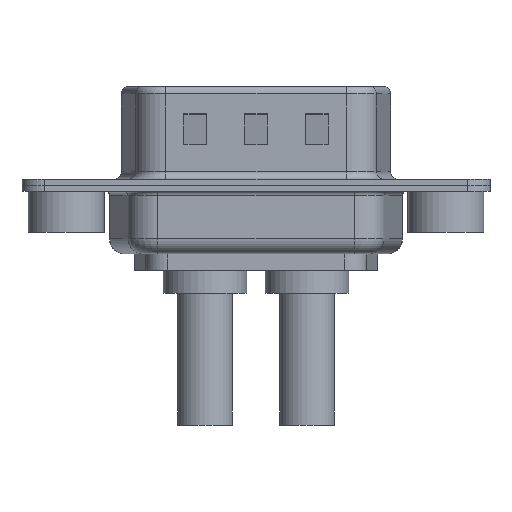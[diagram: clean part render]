
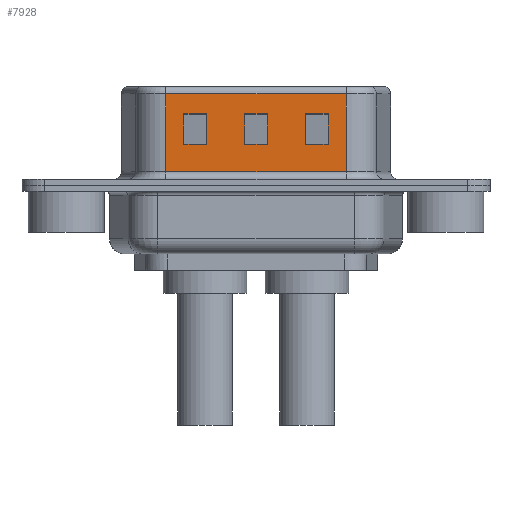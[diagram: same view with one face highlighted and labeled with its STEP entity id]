
A CAD part, front view. The second image highlights one B-rep face of the part: STEP entity #7928.
In plain terms, the highlighted planar face has unit normal (0, -1, 0).
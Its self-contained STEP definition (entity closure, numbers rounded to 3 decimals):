
#120 = FACE_OUTER_BOUND ( 'NONE', #13016, .T. ) ;
#339 = ORIENTED_EDGE ( 'NONE', *, *, #3044, .T. ) ;
#469 = CARTESIAN_POINT ( 'NONE',  ( 9.25, -4.58, 2.705 ) ) ;
#480 = FACE_BOUND ( 'NONE', #11009, .T. ) ;
#682 = CARTESIAN_POINT ( 'NONE',  ( 7.75, -4.58, 6.52 ) ) ;
#705 = CARTESIAN_POINT ( 'NONE',  ( 11.75, -4.58, 6.52 ) ) ;
#718 = DIRECTION ( 'NONE',  ( 0., 0., 1. ) ) ;
#875 = ORIENTED_EDGE ( 'NONE', *, *, #13804, .T. ) ;
#882 = CARTESIAN_POINT ( 'NONE',  ( 18.45, -4.58, 0.9 ) ) ;
#973 = VERTEX_POINT ( 'NONE', #5186 ) ;
#1009 = EDGE_CURVE ( 'NONE', #11717, #6723, #9582, .T. ) ;
#1138 = VECTOR ( 'NONE', #6198, 1000. ) ;
#1164 = VECTOR ( 'NONE', #10731, 1000. ) ;
#1350 = DIRECTION ( 'NONE',  ( 0., 0., -1. ) ) ;
#1410 = EDGE_CURVE ( 'NONE', #11717, #11519, #7656, .T. ) ;
#1442 = ORIENTED_EDGE ( 'NONE', *, *, #12413, .T. ) ;
#1481 = ORIENTED_EDGE ( 'NONE', *, *, #3131, .T. ) ;
#1486 = DIRECTION ( 'NONE',  ( 0., 1., 0. ) ) ;
#1595 = PLANE ( 'NONE',  #11983 ) ;
#1904 = DIRECTION ( 'NONE',  ( 1., 0., 0. ) ) ;
#1970 = DIRECTION ( 'NONE',  ( 0., 0., -1. ) ) ;
#2006 = VECTOR ( 'NONE', #718, 1000. ) ;
#2143 = ORIENTED_EDGE ( 'NONE', *, *, #1009, .F. ) ;
#2245 = CARTESIAN_POINT ( 'NONE',  ( 15.75, -4.58, 6.52 ) ) ;
#2477 = VECTOR ( 'NONE', #10246, 1000. ) ;
#2801 = VERTEX_POINT ( 'NONE', #11577 ) ;
#2815 = ORIENTED_EDGE ( 'NONE', *, *, #12794, .T. ) ;
#2843 = EDGE_LOOP ( 'NONE', ( #9636, #1481, #339, #13086 ) ) ;
#2845 = CARTESIAN_POINT ( 'NONE',  ( 7.75, -4.58, 4.705 ) ) ;
#3044 = EDGE_CURVE ( 'NONE', #5156, #13868, #6727, .T. ) ;
#3131 = EDGE_CURVE ( 'NONE', #11690, #5156, #11298, .T. ) ;
#3168 = VERTEX_POINT ( 'NONE', #5412 ) ;
#3188 = LINE ( 'NONE', #8774, #11411 ) ;
#3310 = EDGE_CURVE ( 'NONE', #12612, #6723, #4291, .T. ) ;
#3326 = DIRECTION ( 'NONE',  ( 1., 0., 0. ) ) ;
#3346 = DIRECTION ( 'NONE',  ( -1., 0., 0. ) ) ;
#3361 = VECTOR ( 'NONE', #1970, 1000. ) ;
#4189 = CARTESIAN_POINT ( 'NONE',  ( 9.25, -4.58, 6.52 ) ) ;
#4291 = LINE ( 'NONE', #882, #9524 ) ;
#4442 = VECTOR ( 'NONE', #11999, 1000. ) ;
#4491 = LINE ( 'NONE', #5660, #13101 ) ;
#4741 = EDGE_CURVE ( 'NONE', #9895, #11690, #13809, .T. ) ;
#4831 = CARTESIAN_POINT ( 'NONE',  ( 9.25, -4.58, 4.705 ) ) ;
#5156 = VERTEX_POINT ( 'NONE', #14344 ) ;
#5186 = CARTESIAN_POINT ( 'NONE',  ( 13.25, -4.58, 4.705 ) ) ;
#5400 = CARTESIAN_POINT ( 'NONE',  ( 15.75, -4.58, 2.705 ) ) ;
#5412 = CARTESIAN_POINT ( 'NONE',  ( 11.75, -4.58, 2.705 ) ) ;
#5442 = ORIENTED_EDGE ( 'NONE', *, *, #13689, .T. ) ;
#5453 = CARTESIAN_POINT ( 'NONE',  ( 14.45, -4.58, 2.705 ) ) ;
#5498 = CARTESIAN_POINT ( 'NONE',  ( 18.45, -4.58, 4.705 ) ) ;
#5568 = EDGE_LOOP ( 'NONE', ( #9309, #2815, #1442, #10599 ) ) ;
#5584 = VECTOR ( 'NONE', #9233, 1000. ) ;
#5660 = CARTESIAN_POINT ( 'NONE',  ( 14.45, -4.58, 4.705 ) ) ;
#5704 = VECTOR ( 'NONE', #10724, 1000. ) ;
#5870 = CARTESIAN_POINT ( 'NONE',  ( 18.45, -4.58, 6.02 ) ) ;
#6029 = VERTEX_POINT ( 'NONE', #6374 ) ;
#6098 = FACE_BOUND ( 'NONE', #2843, .T. ) ;
#6119 = EDGE_CURVE ( 'NONE', #11519, #12612, #8418, .T. ) ;
#6198 = DIRECTION ( 'NONE',  ( 0., 0., 1. ) ) ;
#6330 = DIRECTION ( 'NONE',  ( 1., 0., 0. ) ) ;
#6374 = CARTESIAN_POINT ( 'NONE',  ( 11.75, -4.58, 4.705 ) ) ;
#6612 = ORIENTED_EDGE ( 'NONE', *, *, #6119, .T. ) ;
#6723 = VERTEX_POINT ( 'NONE', #7809 ) ;
#6727 = LINE ( 'NONE', #682, #1138 ) ;
#6823 = LINE ( 'NONE', #2245, #9464 ) ;
#6939 = CARTESIAN_POINT ( 'NONE',  ( 13.25, -4.58, 6.52 ) ) ;
#7177 = ORIENTED_EDGE ( 'NONE', *, *, #1410, .T. ) ;
#7281 = ORIENTED_EDGE ( 'NONE', *, *, #14112, .T. ) ;
#7303 = CARTESIAN_POINT ( 'NONE',  ( 18.45, -4.58, 2.705 ) ) ;
#7573 = VECTOR ( 'NONE', #3346, 1000. ) ;
#7624 = CARTESIAN_POINT ( 'NONE',  ( 22.45, -4.58, 2.705 ) ) ;
#7656 = LINE ( 'NONE', #5870, #8344 ) ;
#7748 = DIRECTION ( 'NONE',  ( 0., 0., 1. ) ) ;
#7809 = CARTESIAN_POINT ( 'NONE',  ( 18.45, -4.58, 0.9 ) ) ;
#7845 = DIRECTION ( 'NONE',  ( -1., 0., 0. ) ) ;
#7928 = ADVANCED_FACE ( 'NONE', ( #6098, #480, #9061, #120 ), #1595, .F. ) ;
#7959 = CARTESIAN_POINT ( 'NONE',  ( 18.45, -4.58, 6.52 ) ) ;
#8020 = ORIENTED_EDGE ( 'NONE', *, *, #13176, .T. ) ;
#8344 = VECTOR ( 'NONE', #7845, 1000. ) ;
#8418 = LINE ( 'NONE', #13442, #11075 ) ;
#8419 = CARTESIAN_POINT ( 'NONE',  ( 17.25, -4.58, 6.52 ) ) ;
#8726 = CARTESIAN_POINT ( 'NONE',  ( 6.55, -4.58, 0.9 ) ) ;
#8741 = LINE ( 'NONE', #7624, #2477 ) ;
#8774 = CARTESIAN_POINT ( 'NONE',  ( 22.45, -4.58, 4.705 ) ) ;
#9033 = VERTEX_POINT ( 'NONE', #5400 ) ;
#9061 = FACE_BOUND ( 'NONE', #5568, .T. ) ;
#9216 = CARTESIAN_POINT ( 'NONE',  ( 17.25, -4.58, 4.705 ) ) ;
#9233 = DIRECTION ( 'NONE',  ( 0., 0., -1. ) ) ;
#9309 = ORIENTED_EDGE ( 'NONE', *, *, #12882, .T. ) ;
#9464 = VECTOR ( 'NONE', #7748, 1000. ) ;
#9524 = VECTOR ( 'NONE', #3326, 1000. ) ;
#9582 = LINE ( 'NONE', #7959, #5584 ) ;
#9636 = ORIENTED_EDGE ( 'NONE', *, *, #4741, .T. ) ;
#9680 = DIRECTION ( 'NONE',  ( 0., 0., 1. ) ) ;
#9740 = LINE ( 'NONE', #8419, #1164 ) ;
#9895 = VERTEX_POINT ( 'NONE', #4831 ) ;
#10204 = CARTESIAN_POINT ( 'NONE',  ( 18.45, -4.58, 6.02 ) ) ;
#10246 = DIRECTION ( 'NONE',  ( -1., 0., 0. ) ) ;
#10599 = ORIENTED_EDGE ( 'NONE', *, *, #12394, .T. ) ;
#10689 = CARTESIAN_POINT ( 'NONE',  ( 6.55, -4.58, 6.02 ) ) ;
#10708 = DIRECTION ( 'NONE',  ( 1., 0., 0. ) ) ;
#10724 = DIRECTION ( 'NONE',  ( -1., 0., 0. ) ) ;
#10731 = DIRECTION ( 'NONE',  ( 0., 0., -1. ) ) ;
#10843 = CARTESIAN_POINT ( 'NONE',  ( 15.75, -4.58, 4.705 ) ) ;
#10911 = LINE ( 'NONE', #7303, #7573 ) ;
#11009 = EDGE_LOOP ( 'NONE', ( #7281, #875, #5442, #8020 ) ) ;
#11075 = VECTOR ( 'NONE', #1350, 1000. ) ;
#11246 = LINE ( 'NONE', #5498, #13993 ) ;
#11298 = LINE ( 'NONE', #5453, #5704 ) ;
#11411 = VECTOR ( 'NONE', #1904, 1000. ) ;
#11519 = VERTEX_POINT ( 'NONE', #10689 ) ;
#11577 = CARTESIAN_POINT ( 'NONE',  ( 13.25, -4.58, 2.705 ) ) ;
#11687 = CARTESIAN_POINT ( 'NONE',  ( 17.25, -4.58, 2.705 ) ) ;
#11690 = VERTEX_POINT ( 'NONE', #469 ) ;
#11717 = VERTEX_POINT ( 'NONE', #10204 ) ;
#11983 = AXIS2_PLACEMENT_3D ( 'NONE', #13845, #1486, #9680 ) ;
#11999 = DIRECTION ( 'NONE',  ( 0., 0., -1. ) ) ;
#12312 = LINE ( 'NONE', #6939, #3361 ) ;
#12326 = VERTEX_POINT ( 'NONE', #10843 ) ;
#12394 = EDGE_CURVE ( 'NONE', #3168, #6029, #13611, .T. ) ;
#12413 = EDGE_CURVE ( 'NONE', #2801, #3168, #10911, .T. ) ;
#12612 = VERTEX_POINT ( 'NONE', #8726 ) ;
#12619 = VERTEX_POINT ( 'NONE', #11687 ) ;
#12794 = EDGE_CURVE ( 'NONE', #973, #2801, #12312, .T. ) ;
#12882 = EDGE_CURVE ( 'NONE', #6029, #973, #11246, .T. ) ;
#13016 = EDGE_LOOP ( 'NONE', ( #2143, #7177, #6612, #13760 ) ) ;
#13086 = ORIENTED_EDGE ( 'NONE', *, *, #14695, .T. ) ;
#13101 = VECTOR ( 'NONE', #10708, 1000. ) ;
#13176 = EDGE_CURVE ( 'NONE', #12326, #14383, #3188, .T. ) ;
#13442 = CARTESIAN_POINT ( 'NONE',  ( 6.55, -4.58, 6.52 ) ) ;
#13611 = LINE ( 'NONE', #705, #2006 ) ;
#13689 = EDGE_CURVE ( 'NONE', #9033, #12326, #6823, .T. ) ;
#13760 = ORIENTED_EDGE ( 'NONE', *, *, #3310, .T. ) ;
#13804 = EDGE_CURVE ( 'NONE', #12619, #9033, #8741, .T. ) ;
#13809 = LINE ( 'NONE', #4189, #4442 ) ;
#13845 = CARTESIAN_POINT ( 'NONE',  ( 18.45, -4.58, 6.52 ) ) ;
#13868 = VERTEX_POINT ( 'NONE', #2845 ) ;
#13993 = VECTOR ( 'NONE', #6330, 1000. ) ;
#14112 = EDGE_CURVE ( 'NONE', #14383, #12619, #9740, .T. ) ;
#14344 = CARTESIAN_POINT ( 'NONE',  ( 7.75, -4.58, 2.705 ) ) ;
#14383 = VERTEX_POINT ( 'NONE', #9216 ) ;
#14695 = EDGE_CURVE ( 'NONE', #13868, #9895, #4491, .T. ) ;
